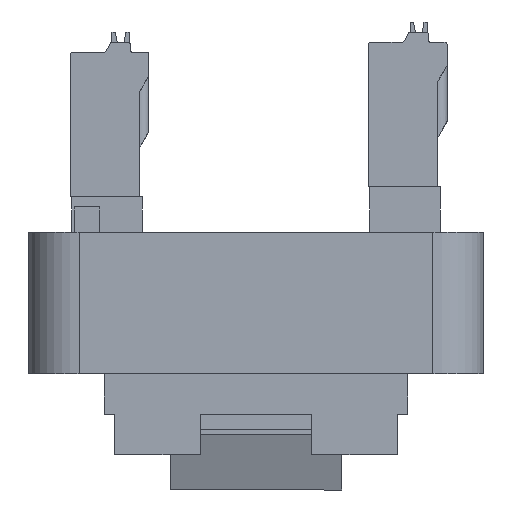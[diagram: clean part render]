
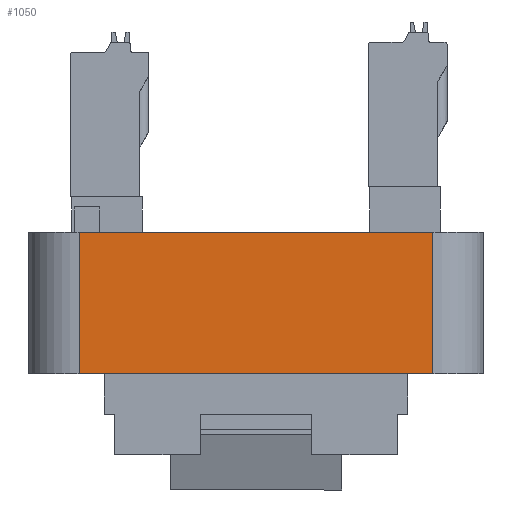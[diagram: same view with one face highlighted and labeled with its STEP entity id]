
A CAD part, front view. The second image highlights one B-rep face of the part: STEP entity #1050.
In plain terms, the highlighted planar face has unit normal (0, -1, 0).
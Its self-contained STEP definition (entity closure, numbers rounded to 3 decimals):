
#1015=AXIS2_PLACEMENT_3D('Plane Axis2P3D',#1012,#1013,#1014) ;
#960=CARTESIAN_POINT('Line Origine',(40.,0.,24.5)) ;
#964=CARTESIAN_POINT('Vertex',(40.,0.,11.5)) ;
#966=CARTESIAN_POINT('Vertex',(40.,0.,25.5)) ;
#1012=CARTESIAN_POINT('Axis2P3D Location',(45.,0.,24.5)) ;
#1017=CARTESIAN_POINT('Line Origine',(22.5,0.,25.5)) ;
#1021=CARTESIAN_POINT('Vertex',(5.,0.,25.5)) ;
#1024=CARTESIAN_POINT('Line Origine',(5.,0.,20.)) ;
#1028=CARTESIAN_POINT('Vertex',(5.,0.,14.5)) ;
#1031=CARTESIAN_POINT('Line Origine',(5.,0.,13.)) ;
#1035=CARTESIAN_POINT('Vertex',(5.,0.,11.5)) ;
#1038=CARTESIAN_POINT('Line Origine',(22.5,0.,11.5)) ;
#961=DIRECTION('Vector Direction',(0.,0.,-1.)) ;
#1013=DIRECTION('Axis2P3D Direction',(0.,1.,0.)) ;
#1014=DIRECTION('Axis2P3D XDirection',(-1.,0.,0.)) ;
#1018=DIRECTION('Vector Direction',(1.,0.,0.)) ;
#1025=DIRECTION('Vector Direction',(0.,0.,1.)) ;
#1032=DIRECTION('Vector Direction',(0.,0.,-1.)) ;
#1039=DIRECTION('Vector Direction',(1.,0.,0.)) ;
#962=VECTOR('Line Direction',#961,1.) ;
#1019=VECTOR('Line Direction',#1018,1.) ;
#1026=VECTOR('Line Direction',#1025,1.) ;
#1033=VECTOR('Line Direction',#1032,1.) ;
#1040=VECTOR('Line Direction',#1039,1.) ;
#1044=ORIENTED_EDGE('',*,*,#968,.T.) ;
#1045=ORIENTED_EDGE('',*,*,#1023,.F.) ;
#1046=ORIENTED_EDGE('',*,*,#1030,.T.) ;
#1047=ORIENTED_EDGE('',*,*,#1037,.T.) ;
#1048=ORIENTED_EDGE('',*,*,#1042,.F.) ;
#1050=ADVANCED_FACE('Housing',(#1049),#1016,.F.) ;
#968=EDGE_CURVE('',#965,#967,#963,.F.) ;
#1023=EDGE_CURVE('',#1022,#967,#1020,.T.) ;
#1030=EDGE_CURVE('',#1022,#1029,#1027,.F.) ;
#1037=EDGE_CURVE('',#1029,#1036,#1034,.T.) ;
#1042=EDGE_CURVE('',#965,#1036,#1041,.F.) ;
#1043=EDGE_LOOP('',(#1044,#1045,#1046,#1047,#1048)) ;
#1049=FACE_OUTER_BOUND('',#1043,.T.) ;
#963=LINE('Line',#960,#962) ;
#1020=LINE('Line',#1017,#1019) ;
#1027=LINE('Line',#1024,#1026) ;
#1034=LINE('Line',#1031,#1033) ;
#1041=LINE('Line',#1038,#1040) ;
#1016=PLANE('',#1015) ;
#965=VERTEX_POINT('',#964) ;
#967=VERTEX_POINT('',#966) ;
#1022=VERTEX_POINT('',#1021) ;
#1029=VERTEX_POINT('',#1028) ;
#1036=VERTEX_POINT('',#1035) ;
